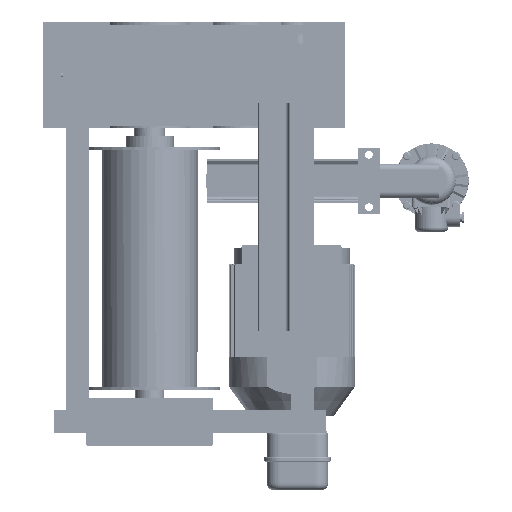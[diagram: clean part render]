
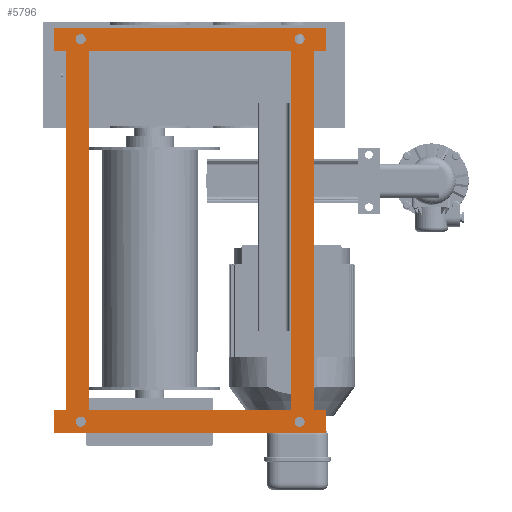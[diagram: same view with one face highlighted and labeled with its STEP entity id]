
A CAD part, front view. The second image highlights one B-rep face of the part: STEP entity #5796.
In plain terms, the highlighted planar face has unit normal (0, -1, 0).
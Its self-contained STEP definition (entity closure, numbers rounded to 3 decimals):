
#5796=ADVANCED_FACE('',(#91445,#91447,#91449,#91451,#91453,#91455),#91457,.T.);
#91445=FACE_BOUND('',#91446,.T.);
#91446=EDGE_LOOP('',(#167678,#167679,#167680,#167681,#167682,#167683,#167684,#167685,
#167686,#167687,#167688,#167689));
#91447=FACE_BOUND('',#91448,.T.);
#91448=EDGE_LOOP('',(#167690,#167691,#167692,#167693));
#91449=FACE_BOUND('',#91450,.T.);
#91450=EDGE_LOOP('',(#167694));
#91451=FACE_BOUND('',#91452,.T.);
#91452=EDGE_LOOP('',(#167695));
#91453=FACE_BOUND('',#91454,.T.);
#91454=EDGE_LOOP('',(#167696));
#91455=FACE_BOUND('',#91456,.T.);
#91456=EDGE_LOOP('',(#167697));
#91457=PLANE('',#91458);
#91458=AXIS2_PLACEMENT_3D('',#91459,#91460,#91461);
#91459=CARTESIAN_POINT('',(323.,-332.,-816.5));
#91460=DIRECTION('',(0.,-1.,0.));
#91461=DIRECTION('',(1.,0.,0.));
#167678=ORIENTED_EDGE('',*,*,#226684,.T.);
#167679=ORIENTED_EDGE('',*,*,#226186,.F.);
#167680=ORIENTED_EDGE('',*,*,#226680,.T.);
#167681=ORIENTED_EDGE('',*,*,#226685,.T.);
#167682=ORIENTED_EDGE('',*,*,#226686,.F.);
#167683=ORIENTED_EDGE('',*,*,#226687,.F.);
#167684=ORIENTED_EDGE('',*,*,#226688,.T.);
#167685=ORIENTED_EDGE('',*,*,#226596,.F.);
#167686=ORIENTED_EDGE('',*,*,#226589,.T.);
#167687=ORIENTED_EDGE('',*,*,#226689,.T.);
#167688=ORIENTED_EDGE('',*,*,#226620,.F.);
#167689=ORIENTED_EDGE('',*,*,#226205,.F.);
#167690=ORIENTED_EDGE('',*,*,#226690,.F.);
#167691=ORIENTED_EDGE('',*,*,#226615,.F.);
#167692=ORIENTED_EDGE('',*,*,#226610,.F.);
#167693=ORIENTED_EDGE('',*,*,#226608,.F.);
#167694=ORIENTED_EDGE('',*,*,#226691,.T.);
#167695=ORIENTED_EDGE('',*,*,#226692,.T.);
#167696=ORIENTED_EDGE('',*,*,#226693,.T.);
#167697=ORIENTED_EDGE('',*,*,#226694,.T.);
#226186=EDGE_CURVE('',#254273,#254275,#254276,.T.);
#226205=EDGE_CURVE('',#254309,#254311,#254312,.T.);
#226589=EDGE_CURVE('',#254922,#254920,#254923,.T.);
#226596=EDGE_CURVE('',#254922,#254934,#254935,.T.);
#226608=EDGE_CURVE('',#254954,#254956,#254957,.T.);
#226610=EDGE_CURVE('',#254956,#254959,#254960,.T.);
#226615=EDGE_CURVE('',#254959,#254968,#254969,.T.);
#226620=EDGE_CURVE('',#254311,#254976,#254977,.T.);
#226680=EDGE_CURVE('',#254273,#255072,#255074,.T.);
#226684=EDGE_CURVE('',#254309,#254275,#255080,.T.);
#226685=EDGE_CURVE('',#255072,#255081,#255082,.T.);
#226686=EDGE_CURVE('',#255083,#255081,#255084,.T.);
#226687=EDGE_CURVE('',#255085,#255083,#255086,.T.);
#226688=EDGE_CURVE('',#255085,#254934,#255087,.T.);
#226689=EDGE_CURVE('',#254920,#254976,#255088,.T.);
#226690=EDGE_CURVE('',#254968,#254954,#255089,.T.);
#226691=EDGE_CURVE('',#255090,#255090,#255091,.F.);
#226692=EDGE_CURVE('',#255092,#255092,#255093,.F.);
#226693=EDGE_CURVE('',#255094,#255094,#255095,.F.);
#226694=EDGE_CURVE('',#255096,#255096,#255097,.F.);
#254273=VERTEX_POINT('',#309117);
#254275=VERTEX_POINT('',#309121);
#254276=LINE('',#309122,#309123);
#254309=VERTEX_POINT('',#309200);
#254311=VERTEX_POINT('',#309204);
#254312=LINE('',#309205,#309206);
#254920=VERTEX_POINT('',#312935);
#254922=VERTEX_POINT('',#312939);
#254923=LINE('',#312940,#312941);
#254934=VERTEX_POINT('',#312967);
#254935=LINE('',#312968,#312969);
#254954=VERTEX_POINT('',#313013);
#254956=VERTEX_POINT('',#313017);
#254957=LINE('',#313018,#313019);
#254959=VERTEX_POINT('',#313024);
#254960=LINE('',#313025,#313026);
#254968=VERTEX_POINT('',#313043);
#254969=LINE('',#313044,#313045);
#254976=VERTEX_POINT('',#313062);
#254977=LINE('',#313063,#313064);
#255072=VERTEX_POINT('',#313292);
#255074=LINE('',#313296,#313297);
#255080=LINE('',#313311,#313312);
#255081=VERTEX_POINT('',#313314);
#255082=LINE('',#313315,#313316);
#255083=VERTEX_POINT('',#313318);
#255084=LINE('',#313319,#313320);
#255085=VERTEX_POINT('',#313322);
#255086=LINE('',#313323,#313324);
#255087=LINE('',#313326,#313327);
#255088=LINE('',#313329,#313330);
#255089=LINE('',#313332,#313333);
#255090=VERTEX_POINT('',#313335);
#255091=CIRCLE('',#313336,11.5);
#255092=VERTEX_POINT('',#313340);
#255093=CIRCLE('',#313341,11.5);
#255094=VERTEX_POINT('',#313345);
#255095=CIRCLE('',#313346,11.5);
#255096=VERTEX_POINT('',#313350);
#255097=CIRCLE('',#313351,11.5);
#309117=CARTESIAN_POINT('',(402.5,-332.,55.5));
#309121=CARTESIAN_POINT('',(375.,-332.,55.5));
#309122=CARTESIAN_POINT('',(402.5,-332.,55.5));
#309123=VECTOR('',#309124,1.);
#309124=DIRECTION('',(-1.,0.,0.));
#309200=CARTESIAN_POINT('',(375.,-332.,-764.5));
#309204=CARTESIAN_POINT('',(402.5,-332.,-764.5));
#309205=CARTESIAN_POINT('',(375.,-332.,-764.5));
#309206=VECTOR('',#309207,1.);
#309207=DIRECTION('',(1.,0.,0.));
#312935=CARTESIAN_POINT('',(-217.5,-332.,-816.5));
#312939=CARTESIAN_POINT('',(-217.5,-332.,-764.5));
#312940=CARTESIAN_POINT('',(-217.5,-332.,-764.5));
#312941=VECTOR('',#312942,1.);
#312942=DIRECTION('',(0.,0.,-1.));
#312967=CARTESIAN_POINT('',(-190.,-332.,-764.5));
#312968=CARTESIAN_POINT('',(-217.5,-332.,-764.5));
#312969=VECTOR('',#312970,1.);
#312970=DIRECTION('',(1.,0.,0.));
#313013=CARTESIAN_POINT('',(-138.,-332.,55.5));
#313017=CARTESIAN_POINT('',(-138.,-332.,-764.5));
#313018=CARTESIAN_POINT('',(-138.,-332.,55.5));
#313019=VECTOR('',#313020,1.);
#313020=DIRECTION('',(0.,0.,-1.));
#313024=CARTESIAN_POINT('',(323.,-332.,-764.5));
#313025=CARTESIAN_POINT('',(-138.,-332.,-764.5));
#313026=VECTOR('',#313027,1.);
#313027=DIRECTION('',(1.,0.,0.));
#313043=CARTESIAN_POINT('',(323.,-332.,55.5));
#313044=CARTESIAN_POINT('',(323.,-332.,-764.5));
#313045=VECTOR('',#313046,1.);
#313046=DIRECTION('',(0.,0.,1.));
#313062=CARTESIAN_POINT('',(402.5,-332.,-816.5));
#313063=CARTESIAN_POINT('',(402.5,-332.,-764.5));
#313064=VECTOR('',#313065,1.);
#313065=DIRECTION('',(0.,0.,-1.));
#313292=CARTESIAN_POINT('',(402.5,-332.,107.5));
#313296=CARTESIAN_POINT('',(402.5,-332.,55.5));
#313297=VECTOR('',#313298,1.);
#313298=DIRECTION('',(0.,0.,1.));
#313311=CARTESIAN_POINT('',(375.,-332.,-764.5));
#313312=VECTOR('',#313313,1.);
#313313=DIRECTION('',(0.,0.,1.));
#313314=CARTESIAN_POINT('',(-217.5,-332.,107.5));
#313315=CARTESIAN_POINT('',(402.5,-332.,107.5));
#313316=VECTOR('',#313317,1.);
#313317=DIRECTION('',(-1.,0.,0.));
#313318=CARTESIAN_POINT('',(-217.5,-332.,55.5));
#313319=CARTESIAN_POINT('',(-217.5,-332.,55.5));
#313320=VECTOR('',#313321,1.);
#313321=DIRECTION('',(0.,0.,1.));
#313322=CARTESIAN_POINT('',(-190.,-332.,55.5));
#313323=CARTESIAN_POINT('',(-190.,-332.,55.5));
#313324=VECTOR('',#313325,1.);
#313325=DIRECTION('',(-1.,0.,0.));
#313326=CARTESIAN_POINT('',(-190.,-332.,55.5));
#313327=VECTOR('',#313328,1.);
#313328=DIRECTION('',(0.,0.,-1.));
#313329=CARTESIAN_POINT('',(-217.5,-332.,-816.5));
#313330=VECTOR('',#313331,1.);
#313331=DIRECTION('',(1.,0.,0.));
#313332=CARTESIAN_POINT('',(323.,-332.,55.5));
#313333=VECTOR('',#313334,1.);
#313334=DIRECTION('',(-1.,0.,0.));
#313335=CARTESIAN_POINT('',(354.,-332.,-791.5));
#313336=AXIS2_PLACEMENT_3D('',#313337,#313338,#313339);
#313337=CARTESIAN_POINT('',(342.5,-332.,-791.5));
#313338=DIRECTION('',(0.,-1.,0.));
#313339=DIRECTION('',(1.,0.,0.));
#313340=CARTESIAN_POINT('',(-146.,-332.,-791.5));
#313341=AXIS2_PLACEMENT_3D('',#313342,#313343,#313344);
#313342=CARTESIAN_POINT('',(-157.5,-332.,-791.5));
#313343=DIRECTION('',(0.,-1.,0.));
#313344=DIRECTION('',(1.,0.,0.));
#313345=CARTESIAN_POINT('',(-146.,-332.,82.5));
#313346=AXIS2_PLACEMENT_3D('',#313347,#313348,#313349);
#313347=CARTESIAN_POINT('',(-157.5,-332.,82.5));
#313348=DIRECTION('',(0.,-1.,0.));
#313349=DIRECTION('',(1.,0.,0.));
#313350=CARTESIAN_POINT('',(354.,-332.,82.5));
#313351=AXIS2_PLACEMENT_3D('',#313352,#313353,#313354);
#313352=CARTESIAN_POINT('',(342.5,-332.,82.5));
#313353=DIRECTION('',(0.,-1.,0.));
#313354=DIRECTION('',(1.,0.,0.));
